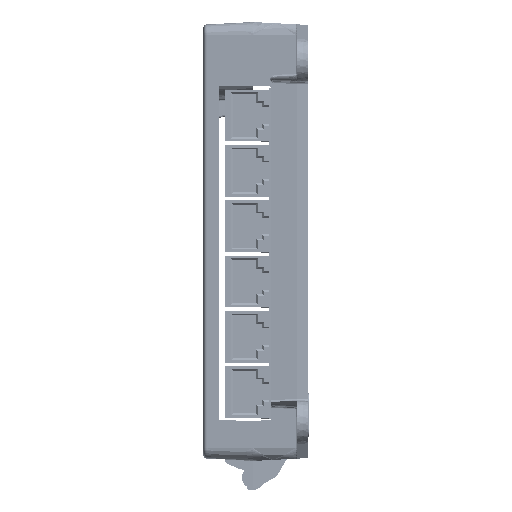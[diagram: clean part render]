
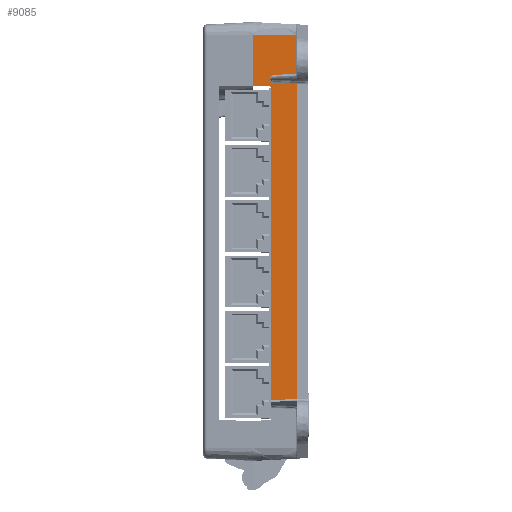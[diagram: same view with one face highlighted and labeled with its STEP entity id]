
A CAD part, left-side view. The second image highlights one B-rep face of the part: STEP entity #9085.
In plain terms, the highlighted planar face has unit normal (-0.999, 0.052, 0).
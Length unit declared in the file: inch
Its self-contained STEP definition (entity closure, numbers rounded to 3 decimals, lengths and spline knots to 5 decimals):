
#388 = CARTESIAN_POINT ( 'NONE',  ( -2.09498, -0.48886, 1.91016 ) ) ;
#677 = ORIENTED_EDGE ( 'NONE', *, *, #78825, .T. ) ;
#2523 = CARTESIAN_POINT ( 'NONE',  ( -2.10656, -0.70979, -1.782 ) ) ;
#2815 = ORIENTED_EDGE ( 'NONE', *, *, #153144, .T. ) ;
#4048 = ORIENTED_EDGE ( 'NONE', *, *, #81379, .F. ) ;
#4805 = PLANE ( 'NONE',  #113492 ) ;
#8845 = CARTESIAN_POINT ( 'NONE',  ( -2.08038, -0.21038, -1.80817 ) ) ;
#9085 = ADVANCED_FACE ( 'NONE', ( #169444 ), #4805, .T. ) ;
#11796 = CARTESIAN_POINT ( 'NONE',  ( -2.07943, -0.19214, 1.83924 ) ) ;
#23645 = EDGE_CURVE ( 'NONE', #44311, #236169, #106334, .T. ) ;
#25946 = CARTESIAN_POINT ( 'NONE',  ( -2.06936, 0., 2.5 ) ) ;
#27163 = CARTESIAN_POINT ( 'NONE',  ( -2.09503, -0.4899, 1.91022 ) ) ;
#37654 = EDGE_CURVE ( 'NONE', #151446, #134983, #53068, .T. ) ;
#40689 = ORIENTED_EDGE ( 'NONE', *, *, #61882, .F. ) ;
#44311 = VERTEX_POINT ( 'NONE', #191785 ) ;
#46052 = CARTESIAN_POINT ( 'NONE',  ( -2.08038, -0.21038, 1.765 ) ) ;
#46809 = LINE ( 'NONE', #69475, #71505 ) ;
#48850 = CARTESIAN_POINT ( 'NONE',  ( -2.07994, -0.20199, 1.88052 ) ) ;
#52088 = ORIENTED_EDGE ( 'NONE', *, *, #187247, .T. ) ;
#53068 = LINE ( 'NONE', #2523, #225475 ) ;
#55753 = CARTESIAN_POINT ( 'NONE',  ( -2.06936, 0., 1.77235 ) ) ;
#57384 = VECTOR ( 'NONE', #95252, 39.37008 ) ;
#61882 = EDGE_CURVE ( 'NONE', #141336, #88527, #215993, .T. ) ;
#67804 = CARTESIAN_POINT ( 'NONE',  ( -2.08205, -0.24224, 1.8065 ) ) ;
#68118 = CARTESIAN_POINT ( 'NONE',  ( -2.09546, -0.49815, 1.75495 ) ) ;
#68623 = CARTESIAN_POINT ( 'NONE',  ( -2.08172, -0.23587, 1.80683 ) ) ;
#69460 = CARTESIAN_POINT ( 'NONE',  ( -2.08077, -0.21777, 1.81223 ) ) ;
#69475 = CARTESIAN_POINT ( 'NONE',  ( -2.09529, -0.49479, 1.79326 ) ) ;
#71171 = CARTESIAN_POINT ( 'NONE',  ( -2.08046, -0.21194, 1.88842 ) ) ;
#71505 = VECTOR ( 'NONE', #111695, 39.37008 ) ;
#75033 = CARTESIAN_POINT ( 'NONE',  ( -2.09503, -0.4899, 2.34939 ) ) ;
#75760 = EDGE_LOOP ( 'NONE', ( #234000, #115911, #4048, #168861, #186823, #677, #2815, #52088, #40689, #95048 ) ) ;
#78825 = EDGE_CURVE ( 'NONE', #236169, #90915, #220665, .T. ) ;
#81335 = EDGE_CURVE ( 'NONE', #101672, #44311, #46809, .T. ) ;
#81379 = EDGE_CURVE ( 'NONE', #101672, #134983, #109773, .T. ) ;
#85126 = CARTESIAN_POINT ( 'NONE',  ( -2.09603, -0.50886, 1.79253 ) ) ;
#85179 = DIRECTION ( 'NONE',  ( -0.052, -0.997, 0.052 ) ) ;
#87650 = CARTESIAN_POINT ( 'NONE',  ( -2.07949, -0.19331, 1.83632 ) ) ;
#88527 = VERTEX_POINT ( 'NONE', #188175 ) ;
#88819 = DIRECTION ( 'NONE',  ( 0.052, 0.998, 0.035 ) ) ;
#90165 = CARTESIAN_POINT ( 'NONE',  ( -2.07973, -0.19787, 1.82789 ) ) ;
#90915 = VERTEX_POINT ( 'NONE', #27163 ) ;
#95048 = ORIENTED_EDGE ( 'NONE', *, *, #135580, .F. ) ;
#95252 = DIRECTION ( 'NONE',  ( 0., 0., -1. ) ) ;
#97372 = DIRECTION ( 'NONE',  ( 0., 0., 1. ) ) ;
#101672 = VERTEX_POINT ( 'NONE', #85126 ) ;
#106334 = B_SPLINE_CURVE_WITH_KNOTS ( 'NONE', 3,
 ( #67804, #68623, #227830, #69460, #208950, #167627, #90165, #87650, #11796, #206422, #149551, #147054, #129877, #109998, #48850, #71171, #248464, #247584, #129014, #226161 ),
 .UNSPECIFIED., .F., .F.,
 ( 4, 2, 2, 2, 2, 2, 2, 2, 2, 4 ),
 ( 0., 0.00048, 0.00096, 0.00144, 0.00168, 0.00192, 0.0024, 0.00288, 0.00336, 0.00383 ),
 .UNSPECIFIED. ) ;
#106427 = DIRECTION ( 'NONE',  ( -0.052, -0.999, 0. ) ) ;
#106876 = CARTESIAN_POINT ( 'NONE',  ( -2.06936, 0., 2.34939 ) ) ;
#108345 = VECTOR ( 'NONE', #203329, 39.37008 ) ;
#109773 = LINE ( 'NONE', #194168, #57384 ) ;
#109998 = CARTESIAN_POINT ( 'NONE',  ( -2.07972, -0.1977, 1.87562 ) ) ;
#111695 = DIRECTION ( 'NONE',  ( 0.052, 0.997, 0.052 ) ) ;
#113492 = AXIS2_PLACEMENT_3D ( 'NONE', #125445, #204576, #106427 ) ;
#115911 = ORIENTED_EDGE ( 'NONE', *, *, #37654, .T. ) ;
#121091 = DIRECTION ( 'NONE',  ( -0.052, -0.997, 0.052 ) ) ;
#125445 = CARTESIAN_POINT ( 'NONE',  ( -2.09603, -0.50886, 2.0625 ) ) ;
#125721 = CARTESIAN_POINT ( 'NONE',  ( -2.08205, -0.24224, 1.89724 ) ) ;
#129014 = CARTESIAN_POINT ( 'NONE',  ( -2.08172, -0.23586, 1.89691 ) ) ;
#129877 = CARTESIAN_POINT ( 'NONE',  ( -2.0794, -0.19171, 1.86439 ) ) ;
#134983 = VERTEX_POINT ( 'NONE', #207038 ) ;
#135580 = EDGE_CURVE ( 'NONE', #189053, #141336, #211886, .T. ) ;
#136999 = B_SPLINE_CURVE_WITH_KNOTS ( 'NONE', 3,
 ( #163707, #205030, #164552, #106876 ),
 .UNSPECIFIED., .F., .F.,
 ( 4, 4 ),
 ( 0.03725, 1. ),
 .UNSPECIFIED. ) ;
#140920 = VERTEX_POINT ( 'NONE', #75033 ) ;
#141336 = VERTEX_POINT ( 'NONE', #55753 ) ;
#145731 = VECTOR ( 'NONE', #97372, 39.37008 ) ;
#147054 = CARTESIAN_POINT ( 'NONE',  ( -2.07932, -0.19006, 1.85805 ) ) ;
#149551 = CARTESIAN_POINT ( 'NONE',  ( -2.07932, -0.19009, 1.84856 ) ) ;
#150151 = VECTOR ( 'NONE', #88819, 39.37008 ) ;
#151446 = VERTEX_POINT ( 'NONE', #8845 ) ;
#153144 = EDGE_CURVE ( 'NONE', #90915, #140920, #236516, .T. ) ;
#162634 = DIRECTION ( 'NONE',  ( 0., 0., 1. ) ) ;
#163707 = CARTESIAN_POINT ( 'NONE',  ( -2.09503, -0.4899, 2.34939 ) ) ;
#164552 = CARTESIAN_POINT ( 'NONE',  ( -2.07792, -0.1633, 2.34939 ) ) ;
#165732 = VECTOR ( 'NONE', #162634, 39.37008 ) ;
#167627 = CARTESIAN_POINT ( 'NONE',  ( -2.07995, -0.20214, 1.82306 ) ) ;
#168861 = ORIENTED_EDGE ( 'NONE', *, *, #81335, .T. ) ;
#169444 = FACE_OUTER_BOUND ( 'NONE', #75760, .T. ) ;
#173109 = CARTESIAN_POINT ( 'NONE',  ( -2.08038, -0.21038, -2.035 ) ) ;
#186823 = ORIENTED_EDGE ( 'NONE', *, *, #23645, .T. ) ;
#187247 = EDGE_CURVE ( 'NONE', #140920, #88527, #136999, .T. ) ;
#188175 = CARTESIAN_POINT ( 'NONE',  ( -2.06936, 0., 2.34939 ) ) ;
#189053 = VERTEX_POINT ( 'NONE', #46052 ) ;
#191785 = CARTESIAN_POINT ( 'NONE',  ( -2.08205, -0.24224, 1.8065 ) ) ;
#194168 = CARTESIAN_POINT ( 'NONE',  ( -2.09603, -0.50886, 2.0625 ) ) ;
#203329 = DIRECTION ( 'NONE',  ( 0., 0., 1. ) ) ;
#204576 = DIRECTION ( 'NONE',  ( -0.999, 0.052, 0. ) ) ;
#205030 = CARTESIAN_POINT ( 'NONE',  ( -2.08647, -0.3266, 2.34939 ) ) ;
#206422 = CARTESIAN_POINT ( 'NONE',  ( -2.07934, -0.19053, 1.84534 ) ) ;
#207038 = CARTESIAN_POINT ( 'NONE',  ( -2.09603, -0.50886, -1.79253 ) ) ;
#208950 = CARTESIAN_POINT ( 'NONE',  ( -2.08047, -0.21211, 1.81522 ) ) ;
#211886 = LINE ( 'NONE', #68118, #150151 ) ;
#215993 = LINE ( 'NONE', #25946, #108345 ) ;
#220665 = LINE ( 'NONE', #388, #254398 ) ;
#225475 = VECTOR ( 'NONE', #85179, 39.37008 ) ;
#226161 = CARTESIAN_POINT ( 'NONE',  ( -2.08205, -0.24224, 1.89724 ) ) ;
#227830 = CARTESIAN_POINT ( 'NONE',  ( -2.0814, -0.2297, 1.80803 ) ) ;
#232661 = EDGE_CURVE ( 'NONE', #151446, #189053, #234945, .T. ) ;
#234000 = ORIENTED_EDGE ( 'NONE', *, *, #232661, .F. ) ;
#234945 = LINE ( 'NONE', #173109, #145731 ) ;
#236169 = VERTEX_POINT ( 'NONE', #125721 ) ;
#236516 = LINE ( 'NONE', #239186, #165732 ) ;
#239186 = CARTESIAN_POINT ( 'NONE',  ( -2.09503, -0.4899, 2.34939 ) ) ;
#247584 = CARTESIAN_POINT ( 'NONE',  ( -2.08139, -0.22956, 1.89568 ) ) ;
#248464 = CARTESIAN_POINT ( 'NONE',  ( -2.08076, -0.21764, 1.89145 ) ) ;
#254398 = VECTOR ( 'NONE', #121091, 39.37008 ) ;
